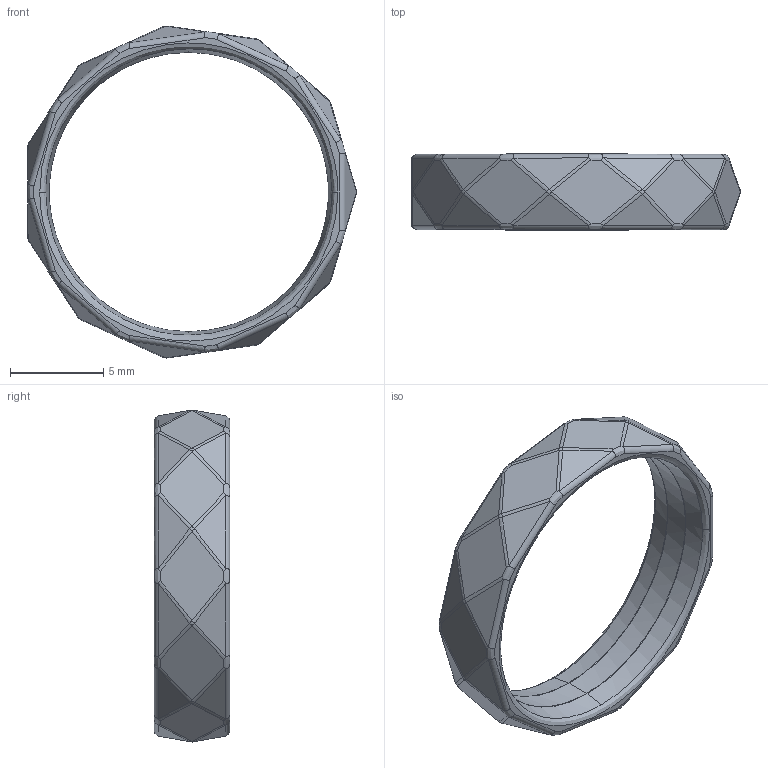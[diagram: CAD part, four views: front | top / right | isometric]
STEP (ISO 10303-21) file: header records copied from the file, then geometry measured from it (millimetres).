
FILE_DESCRIPTION(('FreeCAD Model'),'2;1');
FILE_NAME('Open CASCADE Shape Model','2025-04-27T17:42:39',('FreeCAD'),( 'FreeCAD'),'Open CASCADE STEP processor 7.6','FreeCAD','Unknown');
FILE_SCHEMA(('AUTOMOTIVE_DESIGN { 1 0 10303 214 1 1 1 1 }'));
Length unit declared in the file: millimetre
Products named in the file (1): Open CASCADE STEP translator 7.6 1
Bounding box: 17.59 x 4.04 x 17.76 mm (x, y, z)
Volume: 219.1 mm3; surface area: 474.4 mm2
Topology: 1 solids, 1 shells, 148 faces, 380 edges, 234 vertices
Faces by surface type: bspline 148
Entity records: 7932 total; most frequent: CARTESIAN_POINT 5675, ORIENTED_EDGE 760, EDGE_CURVE 380, B_SPLINE_CURVE_WITH_KNOTS 350, VERTEX_POINT 234, FACE_BOUND 150, EDGE_LOOP 150, ADVANCED_FACE 148
